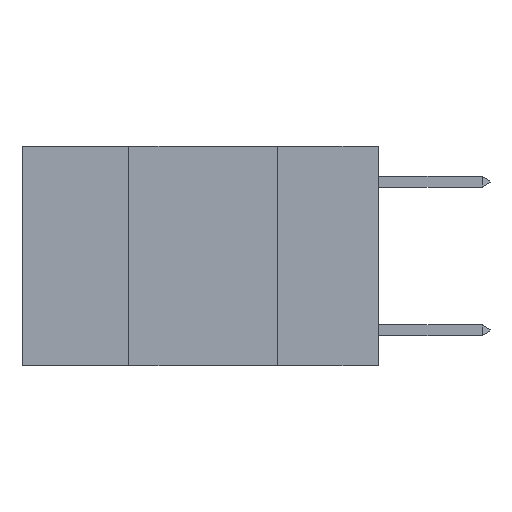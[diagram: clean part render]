
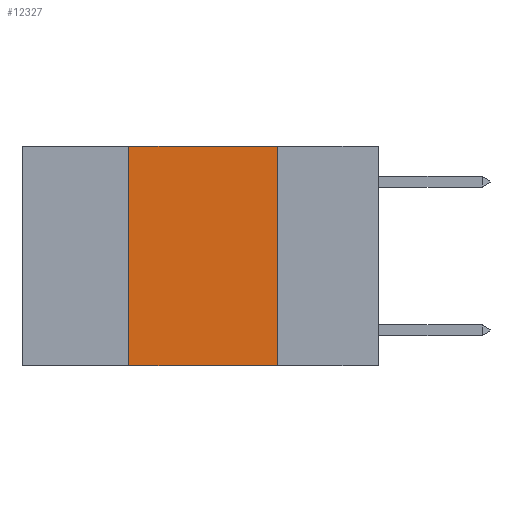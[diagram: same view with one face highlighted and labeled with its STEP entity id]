
A CAD part, left-side view. The second image highlights one B-rep face of the part: STEP entity #12327.
In plain terms, the highlighted planar face has unit normal (-1, 0, 0).
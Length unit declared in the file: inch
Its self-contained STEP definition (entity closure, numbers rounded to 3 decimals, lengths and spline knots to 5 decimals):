
#549 = DIRECTION ( 'NONE',  ( 0., -1., 0. ) ) ;
#1061 = LINE ( 'NONE', #19750, #21567 ) ;
#1374 = VERTEX_POINT ( 'NONE', #8371 ) ;
#1724 = ORIENTED_EDGE ( 'NONE', *, *, #18996, .F. ) ;
#2312 = ORIENTED_EDGE ( 'NONE', *, *, #3875, .F. ) ;
#2782 = DIRECTION ( 'NONE',  ( 0., -1., 0. ) ) ;
#3875 = EDGE_CURVE ( 'NONE', #9995, #6291, #17523, .T. ) ;
#5308 = DIRECTION ( 'NONE',  ( 0., 0., 1. ) ) ;
#6291 = VERTEX_POINT ( 'NONE', #22073 ) ;
#7549 = CARTESIAN_POINT ( 'NONE',  ( 0., 0.42, 0. ) ) ;
#7724 = AXIS2_PLACEMENT_3D ( 'NONE', #16505, #14737, #11137 ) ;
#7807 = LINE ( 'NONE', #17101, #14837 ) ;
#8066 = EDGE_LOOP ( 'NONE', ( #1724, #2312, #16192, #15960 ) ) ;
#8367 = CARTESIAN_POINT ( 'NONE',  ( 0., 0.42, 0. ) ) ;
#8371 = CARTESIAN_POINT ( 'NONE',  ( 0., 0.17, -0.37 ) ) ;
#9030 = CARTESIAN_POINT ( 'NONE',  ( 0., 0.42, -0.37 ) ) ;
#9256 = EDGE_CURVE ( 'NONE', #14299, #9995, #9261, .T. ) ;
#9261 = LINE ( 'NONE', #7549, #21009 ) ;
#9995 = VERTEX_POINT ( 'NONE', #8367 ) ;
#11137 = DIRECTION ( 'NONE',  ( 0., 0., -1. ) ) ;
#11450 = CARTESIAN_POINT ( 'NONE',  ( 0., 0.6, 0. ) ) ;
#12327 = ADVANCED_FACE ( 'NONE', ( #12883 ), #14876, .F. ) ;
#12883 = FACE_OUTER_BOUND ( 'NONE', #8066, .T. ) ;
#14290 = VECTOR ( 'NONE', #549, 39.37008 ) ;
#14299 = VERTEX_POINT ( 'NONE', #9030 ) ;
#14737 = DIRECTION ( 'NONE',  ( 1., 0., 0. ) ) ;
#14837 = VECTOR ( 'NONE', #22810, 39.37008 ) ;
#14876 = PLANE ( 'NONE',  #7724 ) ;
#15960 = ORIENTED_EDGE ( 'NONE', *, *, #23120, .T. ) ;
#16192 = ORIENTED_EDGE ( 'NONE', *, *, #9256, .F. ) ;
#16505 = CARTESIAN_POINT ( 'NONE',  ( 0., 0.6, 0. ) ) ;
#17101 = CARTESIAN_POINT ( 'NONE',  ( 0., 0.17, 0. ) ) ;
#17523 = LINE ( 'NONE', #11450, #14290 ) ;
#18996 = EDGE_CURVE ( 'NONE', #6291, #1374, #7807, .T. ) ;
#19750 = CARTESIAN_POINT ( 'NONE',  ( 0., 0.6, -0.37 ) ) ;
#21009 = VECTOR ( 'NONE', #5308, 39.37008 ) ;
#21567 = VECTOR ( 'NONE', #2782, 39.37008 ) ;
#22073 = CARTESIAN_POINT ( 'NONE',  ( 0., 0.17, 0. ) ) ;
#22810 = DIRECTION ( 'NONE',  ( 0., 0., -1. ) ) ;
#23120 = EDGE_CURVE ( 'NONE', #14299, #1374, #1061, .T. ) ;
